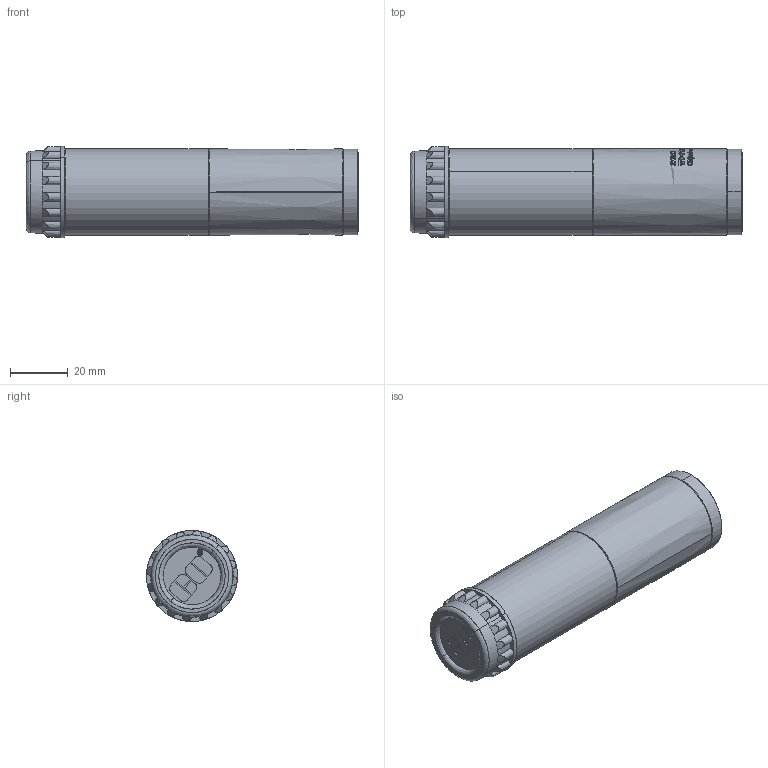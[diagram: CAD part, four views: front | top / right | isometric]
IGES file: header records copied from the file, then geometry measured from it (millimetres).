
Start section: SolidWorks IGES file using analytic representation for surfaces
Global section: file name: 88352_Default.igs; native system: SolidWorks 2018; preprocessor: SolidWorks 2018; author: JPoff; date: 211018.151945; units: millimetre
Bounding box: 115.41 x 31.7 x 31.7 mm (x, y, z)
Surface area: 38294.6 mm2 (no closed solid volume)
Topology: 0 solids, 0 shells, 1003 faces, 11959 edges, 11941 vertices
Faces by surface type: bspline 627, revolution 376
